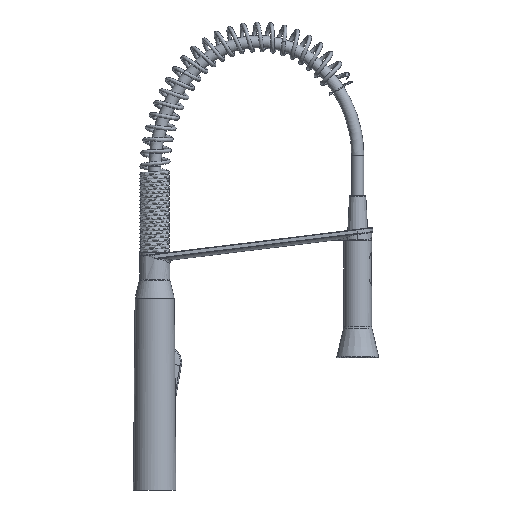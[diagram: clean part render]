
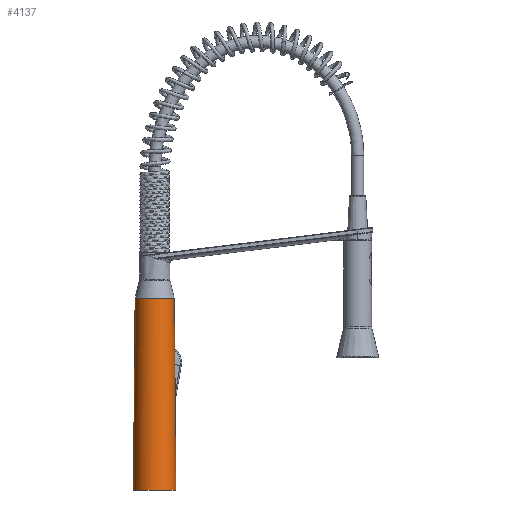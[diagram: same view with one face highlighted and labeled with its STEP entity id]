
A CAD part, front view. The second image highlights one B-rep face of the part: STEP entity #4137.
In plain terms, the highlighted free-form (B-spline) face has degree [1, 3] with [2, 7] control points.
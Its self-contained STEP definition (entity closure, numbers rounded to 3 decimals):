
#520=LINE('',#5677,#590);
#521=LINE('',#5678,#591);
#590=VECTOR('',#4493,1000.);
#591=VECTOR('',#4494,1000.);
#780=B_SPLINE_SURFACE_WITH_KNOTS('',1,3,((#5865,#5866,#5867,#5868,#5869,
#5870,#5871),(#5872,#5873,#5874,#5875,#5876,#5877,#5878)),.RULED_SURF.,
 .F.,.F.,.F.,(2,2),(4,1,1,1,4),(0.,22.001),(6.,7.,8.,9.,10.),
 .UNSPECIFIED.);
#833=ORIENTED_EDGE('',*,*,#1410,.T.);
#834=ORIENTED_EDGE('',*,*,#1414,.T.);
#835=ORIENTED_EDGE('',*,*,#1411,.T.);
#836=ORIENTED_EDGE('',*,*,#1407,.T.);
#1407=EDGE_CURVE('',#1800,#1801,#2464,.T.);
#1410=EDGE_CURVE('',#1801,#1804,#520,.T.);
#1411=EDGE_CURVE('',#1805,#1800,#521,.T.);
#1414=EDGE_CURVE('',#1804,#1805,#2469,.T.);
#1800=VERTEX_POINT('',#5499);
#1801=VERTEX_POINT('',#5519);
#1804=VERTEX_POINT('',#5676);
#1805=VERTEX_POINT('',#5679);
#2464=B_SPLINE_CURVE_WITH_KNOTS('',3,(#5610,#5611,#5612,#5613,#5614,#5615,
#5616,#5617,#5618,#5619,#5620,#5621,#5622,#5623,#5624,#5625,#5626,#5627,
#5628,#5629,#5630,#5631),.UNSPECIFIED.,.F.,.F.,(4,1,1,1,1,1,1,1,1,1,1,1,
1,1,1,1,1,1,1,4),(0.,0.009,0.013,
0.018,0.022,0.025,0.027,
0.029,0.031,0.036,0.04,
0.045,0.049,0.051,0.054,
0.056,0.058,0.062,0.067,
0.071),.UNSPECIFIED.);
#2469=B_SPLINE_CURVE_WITH_KNOTS('',3,(#5879,#5880,#5881,#5882,#5883,#5884,
#5885),.UNSPECIFIED.,.F.,.F.,(4,1,1,1,4),(6.,7.,8.,9.,10.),
 .QUASI_UNIFORM_KNOTS.);
#2678=EDGE_LOOP('',(#833,#834,#835,#836));
#2866=FACE_BOUND('',#2678,.T.);
#4137=ADVANCED_FACE('',(#2866),#780,.T.);
#4493=DIRECTION('',(-0.009,0.,-1.));
#4494=DIRECTION('',(-0.009,0.,1.));
#5499=CARTESIAN_POINT('',(22.548,0.,219.802));
#5519=CARTESIAN_POINT('',(-22.548,0.,219.802));
#5610=CARTESIAN_POINT('',(22.548,0.,219.802));
#5611=CARTESIAN_POINT('',(22.548,-2.975,219.802));
#5612=CARTESIAN_POINT('',(21.618,-7.396,219.802));
#5613=CARTESIAN_POINT('',(18.841,-12.623,219.802));
#5614=CARTESIAN_POINT('',(16.014,-16.088,219.802));
#5615=CARTESIAN_POINT('',(13.167,-18.394,219.802));
#5616=CARTESIAN_POINT('',(10.605,-19.913,219.802));
#5617=CARTESIAN_POINT('',(8.612,-20.847,219.802));
#5618=CARTESIAN_POINT('',(6.539,-21.593,219.802));
#5619=CARTESIAN_POINT('',(3.65,-22.325,219.802));
#5620=CARTESIAN_POINT('',(0.013,-22.7,219.802));
#5621=CARTESIAN_POINT('',(-4.444,-22.238,219.802));
#5622=CARTESIAN_POINT('',(-8.659,-20.942,219.802));
#5623=CARTESIAN_POINT('',(-11.954,-19.196,219.802));
#5624=CARTESIAN_POINT('',(-14.311,-17.465,219.802));
#5625=CARTESIAN_POINT('',(-15.965,-15.977,219.802));
#5626=CARTESIAN_POINT('',(-17.454,-14.324,219.802));
#5627=CARTESIAN_POINT('',(-19.188,-11.967,219.802));
#5628=CARTESIAN_POINT('',(-20.938,-8.67,219.802));
#5629=CARTESIAN_POINT('',(-22.233,-4.46,219.802));
#5630=CARTESIAN_POINT('',(-22.548,-1.488,219.802));
#5631=CARTESIAN_POINT('',(-22.548,0.,219.802));
#5676=CARTESIAN_POINT('',(-24.5,0.,0.));
#5677=CARTESIAN_POINT('',(-23.523,0.,110.));
#5678=CARTESIAN_POINT('',(23.523,0.,110.));
#5679=CARTESIAN_POINT('',(24.5,0.,0.));
#5865=CARTESIAN_POINT('',(-22.546,0.,220.));
#5866=CARTESIAN_POINT('',(-22.546,-5.889,220.));
#5867=CARTESIAN_POINT('',(-17.667,-17.667,220.));
#5868=CARTESIAN_POINT('',(0.,-24.985,220.));
#5869=CARTESIAN_POINT('',(17.667,-17.667,220.));
#5870=CARTESIAN_POINT('',(22.546,-5.889,220.));
#5871=CARTESIAN_POINT('',(22.546,0.,220.));
#5872=CARTESIAN_POINT('',(-24.5,0.,0.));
#5873=CARTESIAN_POINT('',(-24.5,-6.4,0.));
#5874=CARTESIAN_POINT('',(-19.198,-19.199,0.));
#5875=CARTESIAN_POINT('',(0.,-27.151,0.));
#5876=CARTESIAN_POINT('',(19.199,-19.198,0.));
#5877=CARTESIAN_POINT('',(24.5,-6.399,0.));
#5878=CARTESIAN_POINT('',(24.5,0.,0.));
#5879=CARTESIAN_POINT('',(-24.5,0.,0.));
#5880=CARTESIAN_POINT('',(-24.5,-6.4,0.));
#5881=CARTESIAN_POINT('',(-19.198,-19.199,0.));
#5882=CARTESIAN_POINT('',(0.,-27.151,0.));
#5883=CARTESIAN_POINT('',(19.199,-19.198,0.));
#5884=CARTESIAN_POINT('',(24.5,-6.399,0.));
#5885=CARTESIAN_POINT('',(24.5,0.,0.));
